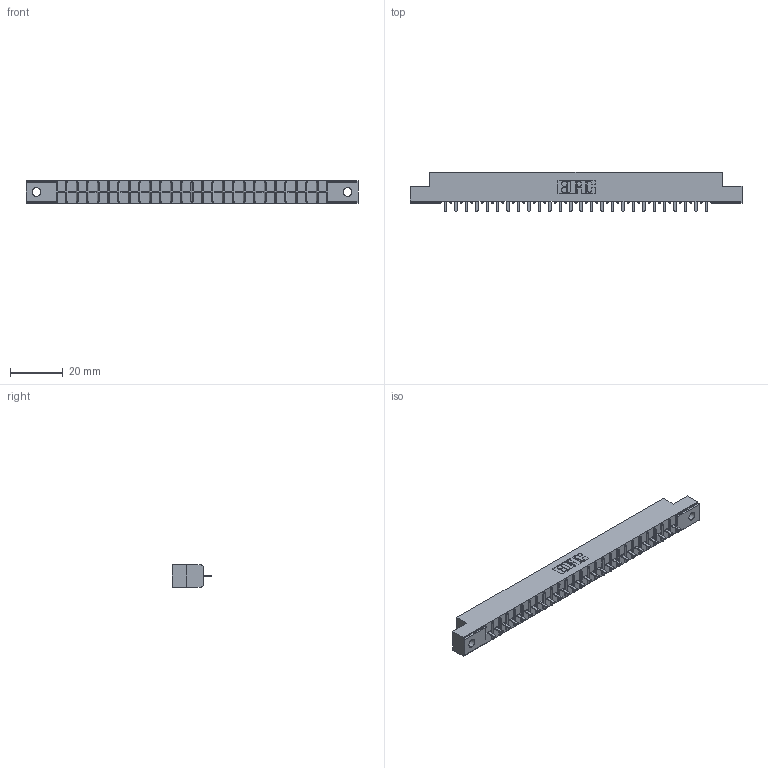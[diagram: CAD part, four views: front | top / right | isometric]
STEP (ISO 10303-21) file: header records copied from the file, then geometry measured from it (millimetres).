
FILE_DESCRIPTION (( 'STEP AP203' ), '1' );
FILE_NAME ('356-026-421-102.STEP', '2020-09-23T17:33:10', ( '' ), ( '' ), 'SwSTEP 2.0', 'SolidWorks 2020', '' );
FILE_SCHEMA (( 'CONFIG_CONTROL_DESIGN' ));
Length unit declared in the file: inch
Products named in the file (3): 306 Part_.128 Dia; 356-026-421-102; 306-290-001_121
Assembly tree (27 placements, depth 2):
  356-026-421-102
    306 Part_.128 Dia
    306-290-001_121  x26
Bounding box: 126.03 x 14.88 x 8.71 mm (x, y, z)
Volume: 8563.3 mm3; surface area: 12354.2 mm2
Topology: 27 solids, 27 shells, 1936 faces, 5438 edges, 3484 vertices
Faces by surface type: plane 1290, cylinder 542, sphere 104
Entity records: 26277 total; most frequent: CARTESIAN_POINT 4409, ORIENTED_EDGE 4368, DIRECTION 4350, EDGE_CURVE 2184, VECTOR 1700, LINE 1700, VERTEX_POINT 1384, AXIS2_PLACEMENT_3D 1325
